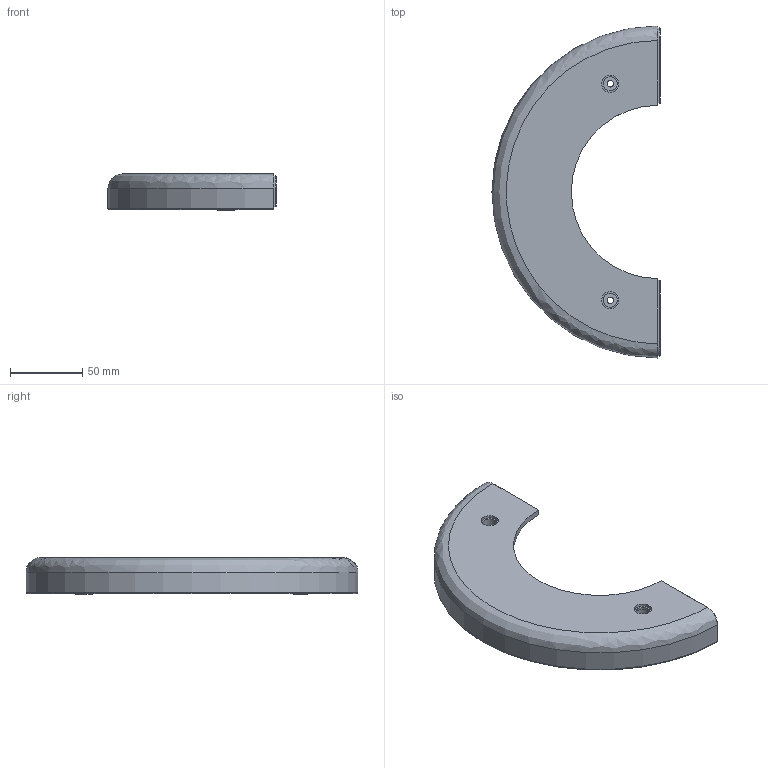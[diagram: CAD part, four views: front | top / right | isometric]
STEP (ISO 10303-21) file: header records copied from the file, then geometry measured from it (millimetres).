
FILE_DESCRIPTION (( 'STEP AP203' ), '1' );
FILE_NAME ('MS001-B.04.011SL.1.1 儂迮旋蚾庉欶1.step', '2021-08-27T10:52:11', ( 'Windows User' ), ( 'P R C' ), 'SwSTEP 2.0', 'SolidWorks 2016', '' );
FILE_SCHEMA (( 'CONFIG_CONTROL_DESIGN' ));
Length unit declared in the file: millimetre
Products named in the file (1): MS001-B.04.011SL.1.1 儂迮旋蚾庉欶1
Bounding box: 116.5 x 230 x 25.3 mm (x, y, z)
Volume: 102954.4 mm3; surface area: 64942.2 mm2
Topology: 1 solids, 1 shells, 110 faces, 284 edges, 184 vertices
Faces by surface type: plane 58, cylinder 38, bspline 10, cone 4
Entity records: 4129 total; most frequent: CARTESIAN_POINT 1380, ORIENTED_EDGE 568, DIRECTION 549, EDGE_CURVE 284, AXIS2_PLACEMENT_3D 195, VERTEX_POINT 184, VECTOR 159, LINE 159
